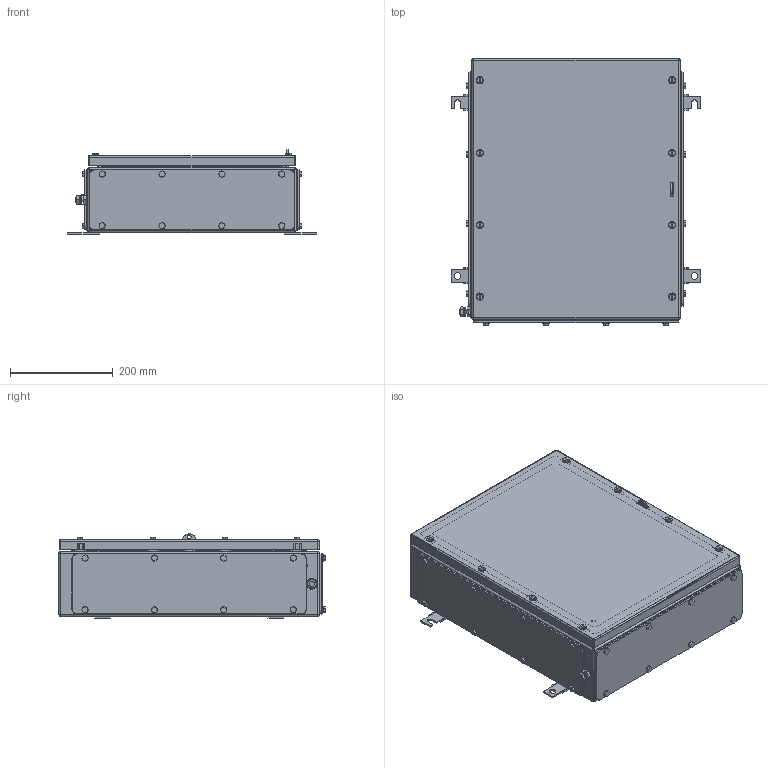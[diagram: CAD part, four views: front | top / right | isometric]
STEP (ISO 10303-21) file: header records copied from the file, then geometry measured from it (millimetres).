
FILE_DESCRIPTION(('CATIA V5 STEP Exchange','CAx-IF Rec.Pracs.--- Model Styling and Organization---1.4--- 2014-01-23'),'2;1');
FILE_NAME ('1523458-3_1_8000108848_8000108848_KTB_MH_504015_S4E3_LD.stp','2023-10-04T08:08:45+00:00',('none'),('Weidmueller'),'CATIA Version 5-6 Release 2016 SP3 HF44','CATIA V5 STEP AP214','none');
FILE_SCHEMA(('AUTOMOTIVE_DESIGN { 1 0 10303 214 1 1 1 1 }'));
Products named in the file (1): 8000108848 KTB MH 504015 S4E3
Bounding box: 487 x 519 x 165 mm (x, y, z)
Volume: 1789375.2 mm3; surface area: 1911742.3 mm2
Topology: 79 solids, 80 shells, 2767 faces, 7098 edges, 4568 vertices
Faces by surface type: plane 1255, cylinder 1114, cone 242, bspline 128, torus 20, sphere 8
Entity records: 96326 total; most frequent: CARTESIAN_POINT 32416, ORIENTED_EDGE 14000, DIRECTION 10922, EDGE_CURVE 6984, VERTEX_POINT 4557, AXIS2_PLACEMENT_3D 4337, VECTOR 3975, LINE 3975
